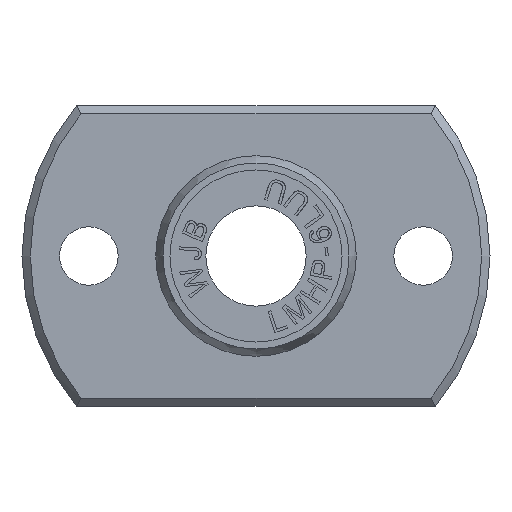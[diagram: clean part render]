
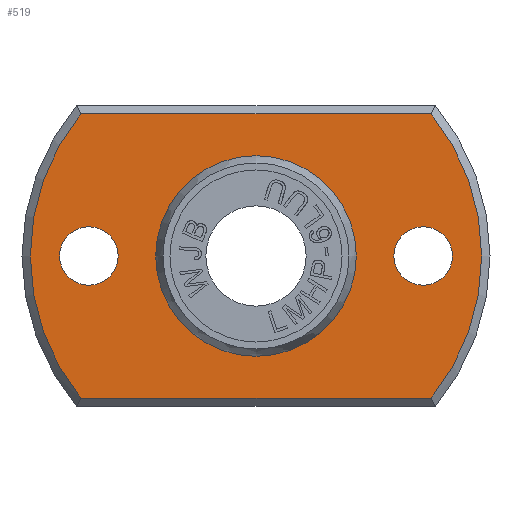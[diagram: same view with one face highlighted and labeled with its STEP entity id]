
A CAD part, left-side view. The second image highlights one B-rep face of the part: STEP entity #519.
In plain terms, the highlighted planar face has unit normal (-1, 0, 0).
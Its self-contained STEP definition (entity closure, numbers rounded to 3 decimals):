
#519=ADVANCED_FACE('',(#1544,#1545,#1546,#1547),#881,.T.);
#881=PLANE('',#6716);
#1144=CIRCLE('',#6705,13.5);
#1148=CIRCLE('',#6712,1.75);
#1149=CIRCLE('',#6713,5.809);
#1150=CIRCLE('',#6714,1.75);
#1151=CIRCLE('',#6715,13.5);
#1272=B_SPLINE_CURVE_WITH_KNOTS('',3,(#9929,#9930,#9931,#9932),.UNSPECIFIED.,
 .F.,.F.,(4,4),(0.,1.),.UNSPECIFIED.);
#1273=B_SPLINE_CURVE_WITH_KNOTS('',3,(#9936,#9937,#9938,#9939),.UNSPECIFIED.,
 .F.,.F.,(4,4),(0.,1.),.UNSPECIFIED.);
#1544=FACE_BOUND('',#1650,.T.);
#1545=FACE_BOUND('',#1651,.T.);
#1546=FACE_BOUND('',#1652,.T.);
#1547=FACE_BOUND('',#1653,.T.);
#1650=EDGE_LOOP('',(#2314));
#1651=EDGE_LOOP('',(#2315));
#1652=EDGE_LOOP('',(#2316));
#1653=EDGE_LOOP('',(#2317,#2318,#2319,#2320));
#2314=ORIENTED_EDGE('',*,*,#4731,.T.);
#2315=ORIENTED_EDGE('',*,*,#4732,.F.);
#2316=ORIENTED_EDGE('',*,*,#4733,.T.);
#2317=ORIENTED_EDGE('',*,*,#4723,.F.);
#2318=ORIENTED_EDGE('',*,*,#4734,.F.);
#2319=ORIENTED_EDGE('',*,*,#4735,.F.);
#2320=ORIENTED_EDGE('',*,*,#4736,.F.);
#4112=VERTEX_POINT('',#9891);
#4115=VERTEX_POINT('',#9899);
#4122=VERTEX_POINT('',#9924);
#4123=VERTEX_POINT('',#9926);
#4124=VERTEX_POINT('',#9928);
#4125=VERTEX_POINT('',#9933);
#4126=VERTEX_POINT('',#9935);
#4723=EDGE_CURVE('',#4115,#4112,#1144,.T.);
#4731=EDGE_CURVE('',#4122,#4122,#1148,.T.);
#4732=EDGE_CURVE('',#4123,#4123,#1149,.T.);
#4733=EDGE_CURVE('',#4124,#4124,#1150,.T.);
#4734=EDGE_CURVE('',#4125,#4115,#1272,.T.);
#4735=EDGE_CURVE('',#4126,#4125,#1151,.T.);
#4736=EDGE_CURVE('',#4112,#4126,#1273,.T.);
#6705=AXIS2_PLACEMENT_3D('',#9900,#7259,#7260);
#6712=AXIS2_PLACEMENT_3D('',#9923,#7275,#7276);
#6713=AXIS2_PLACEMENT_3D('',#9925,#7277,#7278);
#6714=AXIS2_PLACEMENT_3D('',#9927,#7279,#7280);
#6715=AXIS2_PLACEMENT_3D('',#9934,#7281,#7282);
#6716=AXIS2_PLACEMENT_3D('',#9940,#7283,#7284);
#7259=DIRECTION('',(1.,0.,0.));
#7260=DIRECTION('',(0.,0.,-1.));
#7275=DIRECTION('',(1.,0.,0.));
#7276=DIRECTION('',(0.,0.,-1.));
#7277=DIRECTION('',(-1.,0.,0.));
#7278=DIRECTION('',(0.,0.,1.));
#7279=DIRECTION('',(1.,0.,0.));
#7280=DIRECTION('',(0.,0.,-1.));
#7281=DIRECTION('',(1.,0.,0.));
#7282=DIRECTION('',(0.,0.,-1.));
#7283=DIRECTION('',(-1.,0.,0.));
#7284=DIRECTION('',(0.,0.,1.));
#9891=CARTESIAN_POINT('',(-5.,10.488,8.5));
#9899=CARTESIAN_POINT('',(-5.,10.488,-8.5));
#9900=CARTESIAN_POINT('',(-5.,0.,0.));
#9923=CARTESIAN_POINT('',(-5.,10.,0.));
#9924=CARTESIAN_POINT('',(-5.,10.,-1.75));
#9925=CARTESIAN_POINT('',(-5.,0.,0.));
#9926=CARTESIAN_POINT('',(-5.,0.,5.809));
#9927=CARTESIAN_POINT('',(-5.,-10.,0.));
#9928=CARTESIAN_POINT('',(-5.,-10.,-1.75));
#9929=CARTESIAN_POINT('',(-5.,-10.488,-8.5));
#9930=CARTESIAN_POINT('',(-5.,-3.496,-8.5));
#9931=CARTESIAN_POINT('',(-5.,3.496,-8.5));
#9932=CARTESIAN_POINT('',(-5.,10.488,-8.5));
#9933=CARTESIAN_POINT('',(-5.,-10.488,-8.5));
#9934=CARTESIAN_POINT('',(-5.,0.,0.));
#9935=CARTESIAN_POINT('',(-5.,-10.488,8.5));
#9936=CARTESIAN_POINT('',(-5.,10.488,8.5));
#9937=CARTESIAN_POINT('',(-5.,3.496,8.5));
#9938=CARTESIAN_POINT('',(-5.,-3.496,8.5));
#9939=CARTESIAN_POINT('',(-5.,-10.488,8.5));
#9940=CARTESIAN_POINT('',(-5.,0.,9.905));
